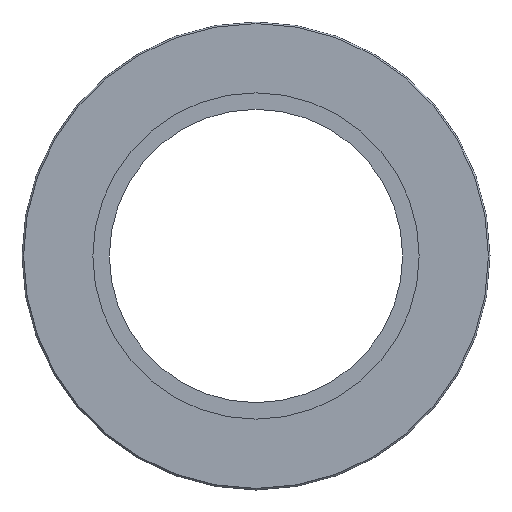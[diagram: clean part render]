
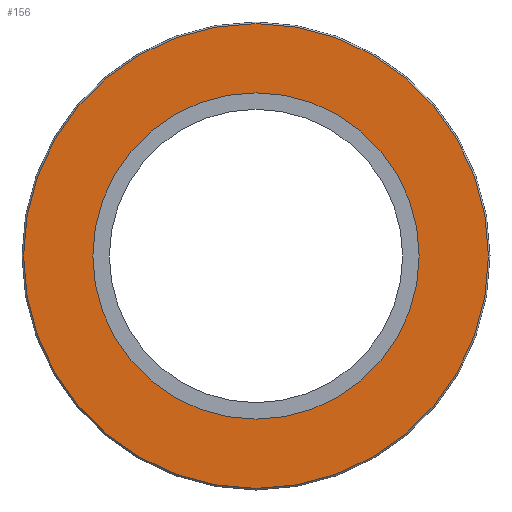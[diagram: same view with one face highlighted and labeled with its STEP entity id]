
A CAD part, front view. The second image highlights one B-rep face of the part: STEP entity #156.
In plain terms, the highlighted planar face has unit normal (0, -1, 0).
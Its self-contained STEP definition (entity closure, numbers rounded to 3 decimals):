
#49 = VERTEX_POINT ( 'NONE', #254 ) ;
#55 = EDGE_CURVE ( 'NONE', #49, #56, #252, .T. ) ;
#56 = VERTEX_POINT ( 'NONE', #208 ) ;
#71 = EDGE_CURVE ( 'NONE', #56, #49, #217, .T. ) ;
#77 = ORIENTED_EDGE ( 'NONE', *, *, #155, .T. ) ;
#80 = EDGE_LOOP ( 'NONE', ( #105, #104 ) ) ;
#104 = ORIENTED_EDGE ( 'NONE', *, *, #55, .T. ) ;
#105 = ORIENTED_EDGE ( 'NONE', *, *, #71, .T. ) ;
#106 = EDGE_LOOP ( 'NONE', ( #107, #77 ) ) ;
#107 = ORIENTED_EDGE ( 'NONE', *, *, #158, .T. ) ;
#121 = VERTEX_POINT ( 'NONE', #354 ) ;
#148 = VERTEX_POINT ( 'NONE', #376 ) ;
#155 = EDGE_CURVE ( 'NONE', #148, #121, #453, .T. ) ;
#156 = ADVANCED_FACE ( 'NONE', ( #449, #435 ), #455, .T. ) ;
#158 = EDGE_CURVE ( 'NONE', #121, #148, #470, .T. ) ;
#185 = DIRECTION ( 'NONE',  ( 1., 0., 0. ) ) ;
#186 = DIRECTION ( 'NONE',  ( 0., -1., 0. ) ) ;
#187 = CARTESIAN_POINT ( 'NONE',  ( 0., 0., 0. ) ) ;
#208 = CARTESIAN_POINT ( 'NONE',  ( -37.25, 0., 0. ) ) ;
#217 = CIRCLE ( 'NONE', #282, 37.25 ) ;
#251 = AXIS2_PLACEMENT_3D ( 'NONE', #187, #186, #185 ) ;
#252 = CIRCLE ( 'NONE', #251, 37.25 ) ;
#254 = CARTESIAN_POINT ( 'NONE',  ( 37.25, 0., 0. ) ) ;
#280 = DIRECTION ( 'NONE',  ( 0., -1., 0. ) ) ;
#281 = CARTESIAN_POINT ( 'NONE',  ( 0., 0., 0. ) ) ;
#282 = AXIS2_PLACEMENT_3D ( 'NONE', #281, #280, #296 ) ;
#296 = DIRECTION ( 'NONE',  ( 1., 0., 0. ) ) ;
#354 = CARTESIAN_POINT ( 'NONE',  ( -26.15, 0., 0. ) ) ;
#376 = CARTESIAN_POINT ( 'NONE',  ( 26.15, 0., 0. ) ) ;
#416 = CARTESIAN_POINT ( 'NONE',  ( 0., 0., 0. ) ) ;
#435 = FACE_BOUND ( 'NONE', #106, .T. ) ;
#439 = DIRECTION ( 'NONE',  ( 0., 1., 0. ) ) ;
#444 = CARTESIAN_POINT ( 'NONE',  ( 0., 0., 0. ) ) ;
#445 = CARTESIAN_POINT ( 'NONE',  ( -26.15, 0., 0. ) ) ;
#447 = AXIS2_PLACEMENT_3D ( 'NONE', #445, #466, #465 ) ;
#448 = AXIS2_PLACEMENT_3D ( 'NONE', #444, #439, #471 ) ;
#449 = FACE_OUTER_BOUND ( 'NONE', #80, .T. ) ;
#453 = CIRCLE ( 'NONE', #448, 26.15 ) ;
#455 = PLANE ( 'NONE',  #447 ) ;
#465 = DIRECTION ( 'NONE',  ( 1., 0., 0. ) ) ;
#466 = DIRECTION ( 'NONE',  ( 0., -1., 0. ) ) ;
#468 = AXIS2_PLACEMENT_3D ( 'NONE', #416, #510, #509 ) ;
#470 = CIRCLE ( 'NONE', #468, 26.15 ) ;
#471 = DIRECTION ( 'NONE',  ( -1., 0., 0. ) ) ;
#509 = DIRECTION ( 'NONE',  ( -1., 0., 0. ) ) ;
#510 = DIRECTION ( 'NONE',  ( 0., 1., 0. ) ) ;
